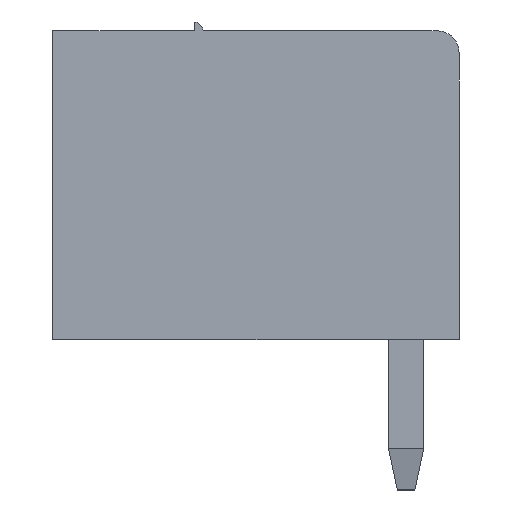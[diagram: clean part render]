
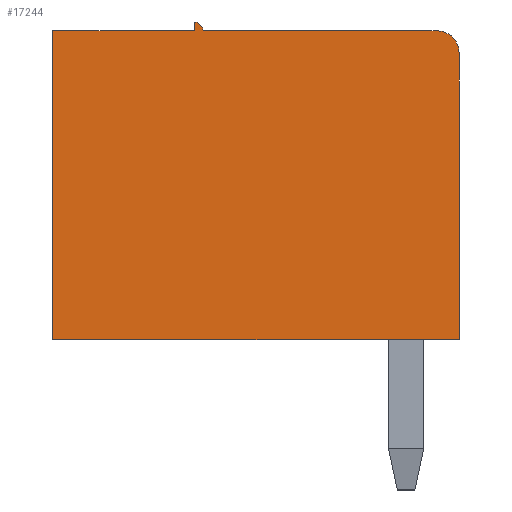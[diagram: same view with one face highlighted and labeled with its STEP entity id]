
A CAD part, left-side view. The second image highlights one B-rep face of the part: STEP entity #17244.
In plain terms, the highlighted planar face has unit normal (-1, 0, 0).
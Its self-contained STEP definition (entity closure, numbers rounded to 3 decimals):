
#265 = CARTESIAN_POINT ( 'NONE',  ( 0., 6., 7. ) ) ;
#382 = ORIENTED_EDGE ( 'NONE', *, *, #10888, .T. ) ;
#1227 = AXIS2_PLACEMENT_3D ( 'NONE', #8036, #9074, #27602 ) ;
#1669 = VERTEX_POINT ( 'NONE', #22485 ) ;
#1987 = EDGE_CURVE ( 'NONE', #11658, #1669, #7607, .T. ) ;
#2365 = DIRECTION ( 'NONE',  ( 0., -1., 0. ) ) ;
#2638 = VECTOR ( 'NONE', #14967, 1000. ) ;
#3558 = AXIS2_PLACEMENT_3D ( 'NONE', #25463, #33821, #28470 ) ;
#3632 = EDGE_CURVE ( 'NONE', #28380, #12092, #19561, .T. ) ;
#3705 = ORIENTED_EDGE ( 'NONE', *, *, #30485, .T. ) ;
#6228 = CIRCLE ( 'NONE', #1227, 0.5 ) ;
#6306 = EDGE_CURVE ( 'NONE', #12092, #9225, #24128, .T. ) ;
#6569 = PLANE ( 'NONE',  #3558 ) ;
#6759 = VERTEX_POINT ( 'NONE', #10475 ) ;
#7122 = CARTESIAN_POINT ( 'NONE',  ( 0., 9.2, 7. ) ) ;
#7607 = LINE ( 'NONE', #26166, #32444 ) ;
#7702 = CARTESIAN_POINT ( 'NONE',  ( 0., 0., 7. ) ) ;
#7717 = DIRECTION ( 'NONE',  ( 0., 0., -1. ) ) ;
#7807 = ORIENTED_EDGE ( 'NONE', *, *, #6306, .T. ) ;
#8036 = CARTESIAN_POINT ( 'NONE',  ( 0., 0.5, 6.5 ) ) ;
#8247 = CARTESIAN_POINT ( 'NONE',  ( 0., 9.2, 0. ) ) ;
#8826 = AXIS2_PLACEMENT_3D ( 'NONE', #30722, #28416, #19779 ) ;
#9074 = DIRECTION ( 'NONE',  ( -1., 0., 0. ) ) ;
#9225 = VERTEX_POINT ( 'NONE', #265 ) ;
#10475 = CARTESIAN_POINT ( 'NONE',  ( 0., 0.5, 7. ) ) ;
#10574 = CARTESIAN_POINT ( 'NONE',  ( 0., 6., 7. ) ) ;
#10888 = EDGE_CURVE ( 'NONE', #13780, #6759, #6228, .T. ) ;
#11097 = VECTOR ( 'NONE', #7717, 1000. ) ;
#11658 = VERTEX_POINT ( 'NONE', #8247 ) ;
#12092 = VERTEX_POINT ( 'NONE', #32199 ) ;
#12417 = DIRECTION ( 'NONE',  ( 0., -1., 0. ) ) ;
#13039 = EDGE_CURVE ( 'NONE', #1669, #9225, #20585, .T. ) ;
#13130 = LINE ( 'NONE', #15123, #17755 ) ;
#13780 = VERTEX_POINT ( 'NONE', #17331 ) ;
#14967 = DIRECTION ( 'NONE',  ( 0., -1., 0. ) ) ;
#15123 = CARTESIAN_POINT ( 'NONE',  ( 0., 9.2, 7. ) ) ;
#15426 = ORIENTED_EDGE ( 'NONE', *, *, #3632, .T. ) ;
#17244 = ADVANCED_FACE ( 'NONE', ( #17915 ), #6569, .F. ) ;
#17331 = CARTESIAN_POINT ( 'NONE',  ( 0., 0., 6.5 ) ) ;
#17755 = VECTOR ( 'NONE', #12417, 1000. ) ;
#17915 = FACE_OUTER_BOUND ( 'NONE', #24049, .T. ) ;
#17991 = LINE ( 'NONE', #7702, #34298 ) ;
#18579 = CARTESIAN_POINT ( 'NONE',  ( 0., 0., 0. ) ) ;
#19561 = CIRCLE ( 'NONE', #8826, 0.2 ) ;
#19779 = DIRECTION ( 'NONE',  ( 0., 0., 1. ) ) ;
#20037 = EDGE_CURVE ( 'NONE', #11658, #31784, #22700, .T. ) ;
#20308 = ORIENTED_EDGE ( 'NONE', *, *, #20037, .T. ) ;
#20585 = LINE ( 'NONE', #7122, #26808 ) ;
#22485 = CARTESIAN_POINT ( 'NONE',  ( 0., 9.2, 7. ) ) ;
#22700 = LINE ( 'NONE', #25731, #2638 ) ;
#23510 = DIRECTION ( 'NONE',  ( 0., 0., 1. ) ) ;
#24049 = EDGE_LOOP ( 'NONE', ( #3705, #382, #31486, #15426, #7807, #31584, #28744, #20308 ) ) ;
#24128 = LINE ( 'NONE', #10574, #11097 ) ;
#25463 = CARTESIAN_POINT ( 'NONE',  ( 0., 9.2, 7. ) ) ;
#25731 = CARTESIAN_POINT ( 'NONE',  ( 0., 9.2, 0. ) ) ;
#26166 = CARTESIAN_POINT ( 'NONE',  ( 0., 9.2, 7. ) ) ;
#26808 = VECTOR ( 'NONE', #2365, 1000. ) ;
#27065 = EDGE_CURVE ( 'NONE', #28380, #6759, #13130, .T. ) ;
#27602 = DIRECTION ( 'NONE',  ( 0., 0., -1. ) ) ;
#28380 = VERTEX_POINT ( 'NONE', #31755 ) ;
#28416 = DIRECTION ( 'NONE',  ( -1., 0., 0. ) ) ;
#28470 = DIRECTION ( 'NONE',  ( 0., 0., -1. ) ) ;
#28744 = ORIENTED_EDGE ( 'NONE', *, *, #1987, .F. ) ;
#30485 = EDGE_CURVE ( 'NONE', #31784, #13780, #17991, .T. ) ;
#30722 = CARTESIAN_POINT ( 'NONE',  ( 0., 6., 7. ) ) ;
#31486 = ORIENTED_EDGE ( 'NONE', *, *, #27065, .F. ) ;
#31584 = ORIENTED_EDGE ( 'NONE', *, *, #13039, .F. ) ;
#31755 = CARTESIAN_POINT ( 'NONE',  ( 0., 5.8, 7. ) ) ;
#31784 = VERTEX_POINT ( 'NONE', #18579 ) ;
#32199 = CARTESIAN_POINT ( 'NONE',  ( 0., 6., 7.2 ) ) ;
#32444 = VECTOR ( 'NONE', #23510, 1000. ) ;
#33821 = DIRECTION ( 'NONE',  ( 1., 0., 0. ) ) ;
#34250 = DIRECTION ( 'NONE',  ( 0., 0., 1. ) ) ;
#34298 = VECTOR ( 'NONE', #34250, 1000. ) ;
